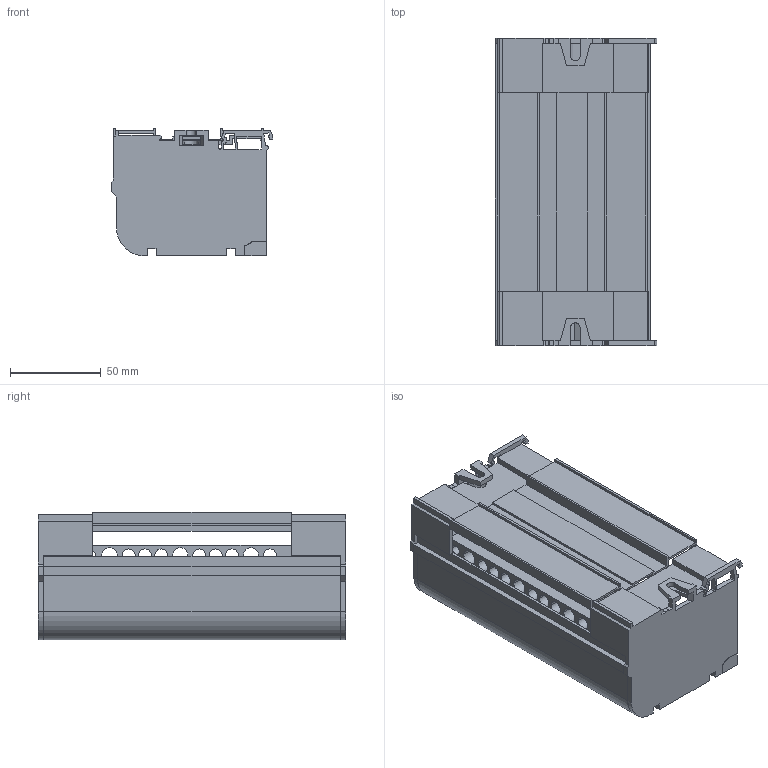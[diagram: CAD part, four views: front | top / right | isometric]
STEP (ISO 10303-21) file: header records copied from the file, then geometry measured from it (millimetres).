
FILE_DESCRIPTION(('STEP AP203'),'1');
FILE_NAME('td-160al.stp','2024-07-27T05:21:51',('TraceParts'),('TraceParts S.A.'),'Spatial InterOp 3D',' ',' ');
FILE_SCHEMA(('CONFIG_CONTROL_DESIGN'));
Length unit declared in the file: millimetre
Products named in the file (1): 1
Bounding box: 89.3 x 169.8 x 70.4 mm (x, y, z)
Volume: 162113.4 mm3; surface area: 153611.7 mm2
Topology: 8 solids, 8 shells, 480 faces, 1410 edges, 930 vertices
Faces by surface type: plane 334, cylinder 146
Entity records: 16178 total; most frequent: CARTESIAN_POINT 2828, ORIENTED_EDGE 2820, DIRECTION 2678, EDGE_CURVE 1410, LINE 1118, VECTOR 1118, VERTEX_POINT 930, AXIS2_PLACEMENT_3D 780
